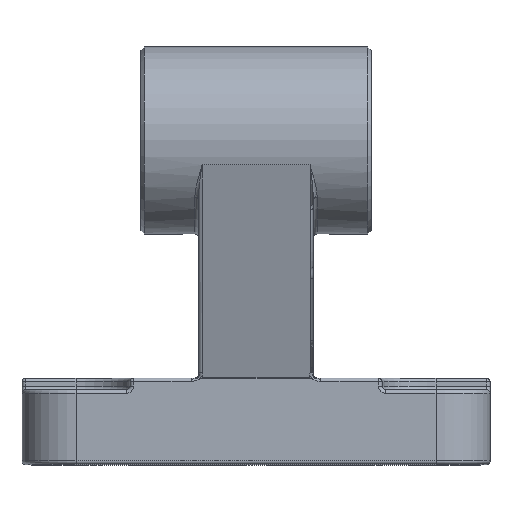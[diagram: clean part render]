
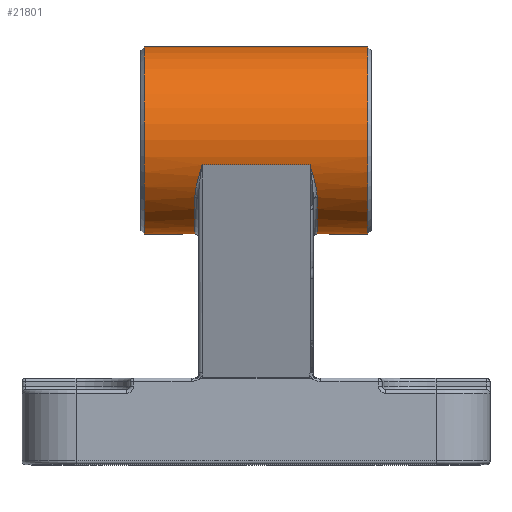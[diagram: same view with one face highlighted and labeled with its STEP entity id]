
A CAD part, top view. The second image highlights one B-rep face of the part: STEP entity #21801.
In plain terms, the highlighted cylindrical face has radius 13 mm (diameter 26 mm), a full revolution.
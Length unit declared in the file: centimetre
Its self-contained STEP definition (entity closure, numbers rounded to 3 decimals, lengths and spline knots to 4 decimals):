
#145=CYLINDRICAL_SURFACE($,#22461,1.3);
#415=CIRCLE($,#22460,1.3);
#416=CIRCLE($,#22462,1.3);
#417=CIRCLE($,#22463,1.3);
#418=CIRCLE($,#22464,1.3);
#724=FACE_BOUND($,#3319,.T.);
#725=FACE_BOUND($,#3320,.T.);
#2017=FACE_OUTER_BOUND($,#3318,.T.);
#3318=EDGE_LOOP($,(#18878));
#3319=EDGE_LOOP($,(#18879,#18880,#18881,#18882,#18883,#18884,#18885,#18886,
#18887,#18888));
#3320=EDGE_LOOP($,(#18889));
#4799=LINE($,#44810,#6196);
#4800=LINE($,#44837,#6197);
#6196=VECTOR($,#24952,1.5);
#6197=VECTOR($,#24955,1.5);
#7888=B_SPLINE_CURVE_WITH_KNOTS($,3,(#44790,#44791,#44792,#44793,#44794,
#44795,#44796,#44797),.UNSPECIFIED.,.F.,.F.,(4,1,1,2,4),(0.,
0.3186,0.4248,0.531,0.531),
 .UNSPECIFIED.);
#7889=B_SPLINE_CURVE_WITH_KNOTS($,3,(#44801,#44802,#44803,#44804,#44805,
#44806,#44807,#44808),.UNSPECIFIED.,.F.,.F.,(4,2,1,1,4),(-0.0014,
0.,0.3186,0.4248,0.531),.UNSPECIFIED.);
#7890=B_SPLINE_CURVE_WITH_KNOTS($,3,(#44812,#44813,#44814,#44815),
 .UNSPECIFIED.,.F.,.F.,(4,4),(0.531,0.5324),
 .UNSPECIFIED.);
#7891=B_SPLINE_CURVE_WITH_KNOTS($,3,(#44817,#44818,#44819,#44820,#44821,
#44822,#44823,#44824),.UNSPECIFIED.,.F.,.F.,(4,1,1,2,4),(0.,0.3186,
0.4248,0.531,0.531),.UNSPECIFIED.);
#7892=B_SPLINE_CURVE_WITH_KNOTS($,3,(#44828,#44829,#44830,#44831,#44832,
#44833,#44834,#44835),.UNSPECIFIED.,.F.,.F.,(4,2,1,1,4),(-0.0014,
0.,0.2124,0.3186,0.531),.UNSPECIFIED.);
#7893=B_SPLINE_CURVE_WITH_KNOTS($,3,(#44838,#44839,#44840,#44841),
 .UNSPECIFIED.,.F.,.F.,(4,4),(0.531,0.5324),
 .UNSPECIFIED.);
#9756=VERTEX_POINT($,#44783);
#9757=VERTEX_POINT($,#44786);
#9758=VERTEX_POINT($,#44788);
#9759=VERTEX_POINT($,#44789);
#9760=VERTEX_POINT($,#44798);
#9761=VERTEX_POINT($,#44800);
#9762=VERTEX_POINT($,#44809);
#9763=VERTEX_POINT($,#44811);
#9764=VERTEX_POINT($,#44816);
#9765=VERTEX_POINT($,#44825);
#9766=VERTEX_POINT($,#44827);
#9767=VERTEX_POINT($,#44836);
#12832=EDGE_CURVE($,#9756,#9756,#415,.T.);
#12833=EDGE_CURVE($,#9757,#9757,#416,.T.);
#12834=EDGE_CURVE($,#9758,#9759,#7888,.T.);
#12835=EDGE_CURVE($,#9760,#9758,#417,.T.);
#12836=EDGE_CURVE($,#9761,#9760,#7889,.T.);
#12837=EDGE_CURVE($,#9762,#9761,#4799,.T.);
#12838=EDGE_CURVE($,#9763,#9762,#7890,.T.);
#12839=EDGE_CURVE($,#9764,#9763,#7891,.T.);
#12840=EDGE_CURVE($,#9765,#9764,#418,.T.);
#12841=EDGE_CURVE($,#9766,#9765,#7892,.T.);
#12842=EDGE_CURVE($,#9766,#9767,#4800,.T.);
#12843=EDGE_CURVE($,#9759,#9767,#7893,.T.);
#18878=ORIENTED_EDGE($,*,*,#12833,.F.);
#18879=ORIENTED_EDGE($,*,*,#12834,.F.);
#18880=ORIENTED_EDGE($,*,*,#12835,.F.);
#18881=ORIENTED_EDGE($,*,*,#12836,.F.);
#18882=ORIENTED_EDGE($,*,*,#12837,.F.);
#18883=ORIENTED_EDGE($,*,*,#12838,.F.);
#18884=ORIENTED_EDGE($,*,*,#12839,.F.);
#18885=ORIENTED_EDGE($,*,*,#12840,.F.);
#18886=ORIENTED_EDGE($,*,*,#12841,.F.);
#18887=ORIENTED_EDGE($,*,*,#12842,.T.);
#18888=ORIENTED_EDGE($,*,*,#12843,.F.);
#18889=ORIENTED_EDGE($,*,*,#12832,.F.);
#21801=ADVANCED_FACE($,(#2017,#724,#725),#145,.T.);
#22460=AXIS2_PLACEMENT_3D($,#44784,#24944,#24945);
#22461=AXIS2_PLACEMENT_3D($,#44785,#24946,#24947);
#22462=AXIS2_PLACEMENT_3D($,#44787,#24948,#24949);
#22463=AXIS2_PLACEMENT_3D($,#44799,#24950,#24951);
#22464=AXIS2_PLACEMENT_3D($,#44826,#24953,#24954);
#24944=DIRECTION('center_axis',(-1.,0.,0.));
#24945=DIRECTION('ref_axis',(0.,-1.,0.));
#24946=DIRECTION('center_axis',(1.,0.,0.));
#24947=DIRECTION('ref_axis',(0.,-1.,0.));
#24948=DIRECTION('center_axis',(1.,0.,0.));
#24949=DIRECTION('ref_axis',(0.,-1.,0.));
#24950=DIRECTION('center_axis',(-1.,0.,0.));
#24951=DIRECTION('ref_axis',(0.,-0.9,-0.435));
#24952=DIRECTION($,(1.,0.,0.));
#24953=DIRECTION('center_axis',(1.,0.,0.));
#24954=DIRECTION('ref_axis',(0.,-0.9,-0.435));
#24955=DIRECTION($,(1.,0.,0.));
#44783=CARTESIAN_POINT('',(-1.55,5.8,1.8));
#44784=CARTESIAN_POINT('Origin',(-1.55,4.5,1.8));
#44785=CARTESIAN_POINT('Origin',(0.,4.5,1.8));
#44786=CARTESIAN_POINT('',(1.55,5.8,1.8));
#44787=CARTESIAN_POINT('Origin',(1.55,4.5,1.8));
#44788=CARTESIAN_POINT('',(0.85,3.7104,2.8327));
#44789=CARTESIAN_POINT('',(0.7502,4.1576,3.0541));
#44790=CARTESIAN_POINT('Ctrl Pts',(0.85,3.7104,2.8327));
#44791=CARTESIAN_POINT('Ctrl Pts',(0.85,3.7916,2.8948));
#44792=CARTESIAN_POINT('Ctrl Pts',(0.8219,3.9088,2.964));
#44793=CARTESIAN_POINT('Ctrl Pts',(0.7787,4.0628,3.0256));
#44794=CARTESIAN_POINT('Ctrl Pts',(0.7597,4.126,3.0455));
#44795=CARTESIAN_POINT('Ctrl Pts',(0.7504,4.1577,3.0541));
#44796=CARTESIAN_POINT('Ctrl Pts',(0.7504,4.1577,3.0541));
#44797=CARTESIAN_POINT('Ctrl Pts',(0.7504,4.1577,3.0541));
#44798=CARTESIAN_POINT('',(0.85,4.8195,0.5399));
#44799=CARTESIAN_POINT('Origin',(0.85,4.5,1.8));
#44800=CARTESIAN_POINT('',(0.75,5.2718,0.7539));
#44801=CARTESIAN_POINT('Ctrl Pts',(0.75,5.2718,0.7539));
#44802=CARTESIAN_POINT('Ctrl Pts',(0.7501,5.2714,0.7536));
#44803=CARTESIAN_POINT('Ctrl Pts',(0.7502,5.2711,0.7534));
#44804=CARTESIAN_POINT('Ctrl Pts',(0.7782,5.1912,0.6946));
#44805=CARTESIAN_POINT('Ctrl Pts',(0.8162,5.0754,0.628));
#44806=CARTESIAN_POINT('Ctrl Pts',(0.8448,4.9181,0.5677));
#44807=CARTESIAN_POINT('Ctrl Pts',(0.85,4.8525,0.5482));
#44808=CARTESIAN_POINT('Ctrl Pts',(0.85,4.8195,0.5399));
#44809=CARTESIAN_POINT('',(-0.75,5.2718,0.7539));
#44810=CARTESIAN_POINT($,(-0.75,5.2718,0.7539));
#44811=CARTESIAN_POINT('',(-0.7502,5.2707,0.7531));
#44812=CARTESIAN_POINT('Ctrl Pts',(-0.7504,5.2707,
0.7531));
#44813=CARTESIAN_POINT('Ctrl Pts',(-0.7502,5.2711,
0.7534));
#44814=CARTESIAN_POINT('Ctrl Pts',(-0.7501,5.2714,
0.7536));
#44815=CARTESIAN_POINT('Ctrl Pts',(-0.75,5.2718,
0.7539));
#44816=CARTESIAN_POINT('',(-0.85,4.8195,0.5399));
#44817=CARTESIAN_POINT('Ctrl Pts',(-0.85,4.8195,0.5399));
#44818=CARTESIAN_POINT('Ctrl Pts',(-0.85,4.9186,
0.565));
#44819=CARTESIAN_POINT('Ctrl Pts',(-0.8219,5.0455,
0.6139));
#44820=CARTESIAN_POINT('Ctrl Pts',(-0.7787,5.1894,
0.6964));
#44821=CARTESIAN_POINT('Ctrl Pts',(-0.7597,5.2442,
0.7336));
#44822=CARTESIAN_POINT('Ctrl Pts',(-0.7504,5.2707,
0.7531));
#44823=CARTESIAN_POINT('Ctrl Pts',(-0.7504,5.2707,
0.7531));
#44824=CARTESIAN_POINT('Ctrl Pts',(-0.7504,5.2707,
0.7531));
#44825=CARTESIAN_POINT('',(-0.85,3.7104,2.8327));
#44826=CARTESIAN_POINT('Origin',(-0.85,4.5,1.8));
#44827=CARTESIAN_POINT('',(-0.75,4.1589,3.0545));
#44828=CARTESIAN_POINT('Ctrl Pts',(-0.75,4.1589,3.0545));
#44829=CARTESIAN_POINT('Ctrl Pts',(-0.7501,4.1585,
3.0544));
#44830=CARTESIAN_POINT('Ctrl Pts',(-0.7502,4.1581,
3.0542));
#44831=CARTESIAN_POINT('Ctrl Pts',(-0.769,4.0942,
3.0368));
#44832=CARTESIAN_POINT('Ctrl Pts',(-0.7973,4.0002,
3.0033));
#44833=CARTESIAN_POINT('Ctrl Pts',(-0.8353,3.8504,
2.9296));
#44834=CARTESIAN_POINT('Ctrl Pts',(-0.85,3.7645,
2.8741));
#44835=CARTESIAN_POINT('Ctrl Pts',(-0.85,3.7104,2.8327));
#44836=CARTESIAN_POINT('',(0.75,4.1589,3.0545));
#44837=CARTESIAN_POINT($,(-0.75,4.1589,3.0545));
#44838=CARTESIAN_POINT('Ctrl Pts',(0.7504,4.1577,3.0541));
#44839=CARTESIAN_POINT('Ctrl Pts',(0.7502,4.1581,3.0542));
#44840=CARTESIAN_POINT('Ctrl Pts',(0.7501,4.1585,3.0544));
#44841=CARTESIAN_POINT('Ctrl Pts',(0.75,4.1589,3.0545));
